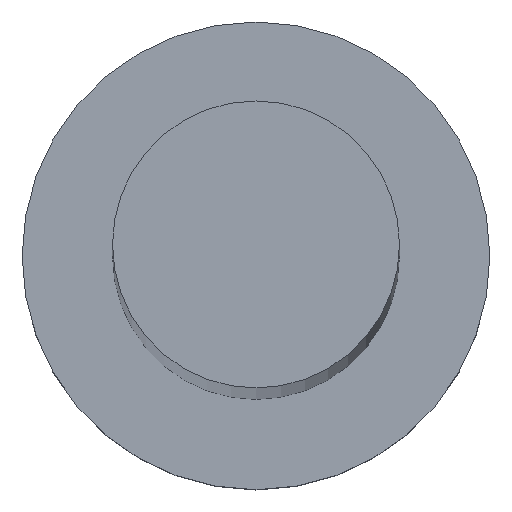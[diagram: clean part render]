
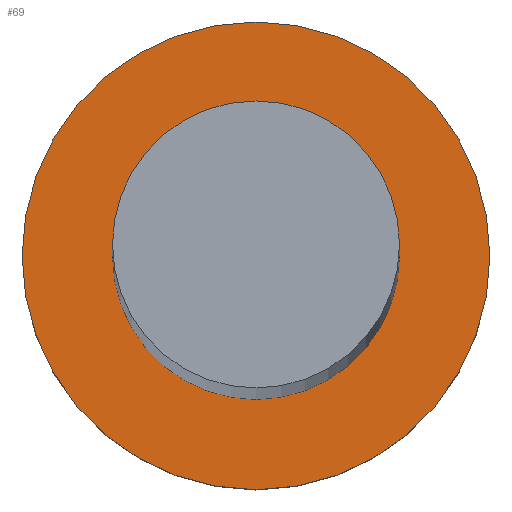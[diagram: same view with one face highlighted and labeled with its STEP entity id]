
A CAD part, top view. The second image highlights one B-rep face of the part: STEP entity #69.
In plain terms, the highlighted planar face has unit normal (0, 0, 1).
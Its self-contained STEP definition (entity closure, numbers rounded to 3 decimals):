
#6 = CARTESIAN_POINT ( 'NONE',  ( 11., 0., 7. ) ) ;
#7 = DIRECTION ( 'NONE',  ( 1., 0., 0. ) ) ;
#13 = ORIENTED_EDGE ( 'NONE', *, *, #74, .F. ) ;
#19 = DIRECTION ( 'NONE',  ( 1., 0., 0. ) ) ;
#25 = DIRECTION ( 'NONE',  ( 1., 0., 0. ) ) ;
#31 = AXIS2_PLACEMENT_3D ( 'NONE', #68, #164, #45 ) ;
#33 = CARTESIAN_POINT ( 'NONE',  ( -6.75, 0., 7. ) ) ;
#35 = DIRECTION ( 'NONE',  ( 0., 0., 1. ) ) ;
#43 = DIRECTION ( 'NONE',  ( 0., 0., 1. ) ) ;
#44 = CIRCLE ( 'NONE', #143, 11. ) ;
#45 = DIRECTION ( 'NONE',  ( 1., 0., 0. ) ) ;
#46 = CIRCLE ( 'NONE', #180, 6.75 ) ;
#50 = EDGE_LOOP ( 'NONE', ( #13, #247 ) ) ;
#51 = ORIENTED_EDGE ( 'NONE', *, *, #53, .T. ) ;
#53 = EDGE_CURVE ( 'NONE', #228, #78, #44, .T. ) ;
#64 = CARTESIAN_POINT ( 'NONE',  ( 0., 0., 7. ) ) ;
#65 = AXIS2_PLACEMENT_3D ( 'NONE', #64, #194, #25 ) ;
#68 = CARTESIAN_POINT ( 'NONE',  ( 0., 0., 7. ) ) ;
#69 = ADVANCED_FACE ( 'NONE', ( #120, #126 ), #200, .T. ) ;
#72 = CIRCLE ( 'NONE', #236, 6.75 ) ;
#73 = EDGE_CURVE ( 'NONE', #78, #228, #176, .T. ) ;
#74 = EDGE_CURVE ( 'NONE', #115, #254, #72, .T. ) ;
#78 = VERTEX_POINT ( 'NONE', #6 ) ;
#92 = CARTESIAN_POINT ( 'NONE',  ( -11., 0., 7. ) ) ;
#97 = ORIENTED_EDGE ( 'NONE', *, *, #73, .T. ) ;
#104 = CARTESIAN_POINT ( 'NONE',  ( 0., 0., 7. ) ) ;
#115 = VERTEX_POINT ( 'NONE', #33 ) ;
#120 = FACE_BOUND ( 'NONE', #50, .T. ) ;
#126 = FACE_OUTER_BOUND ( 'NONE', #206, .T. ) ;
#138 = CARTESIAN_POINT ( 'NONE',  ( 6.75, 0., 7. ) ) ;
#142 = CARTESIAN_POINT ( 'NONE',  ( 0., 0., 7. ) ) ;
#143 = AXIS2_PLACEMENT_3D ( 'NONE', #104, #43, #7 ) ;
#164 = DIRECTION ( 'NONE',  ( 0., 0., 1. ) ) ;
#168 = EDGE_CURVE ( 'NONE', #254, #115, #46, .T. ) ;
#176 = CIRCLE ( 'NONE', #65, 11. ) ;
#180 = AXIS2_PLACEMENT_3D ( 'NONE', #227, #35, #19 ) ;
#194 = DIRECTION ( 'NONE',  ( 0., 0., 1. ) ) ;
#200 = PLANE ( 'NONE',  #31 ) ;
#206 = EDGE_LOOP ( 'NONE', ( #51, #97 ) ) ;
#219 = DIRECTION ( 'NONE',  ( 1., 0., 0. ) ) ;
#227 = CARTESIAN_POINT ( 'NONE',  ( 0., 0., 7. ) ) ;
#228 = VERTEX_POINT ( 'NONE', #92 ) ;
#236 = AXIS2_PLACEMENT_3D ( 'NONE', #142, #239, #219 ) ;
#239 = DIRECTION ( 'NONE',  ( 0., 0., 1. ) ) ;
#247 = ORIENTED_EDGE ( 'NONE', *, *, #168, .F. ) ;
#254 = VERTEX_POINT ( 'NONE', #138 ) ;
